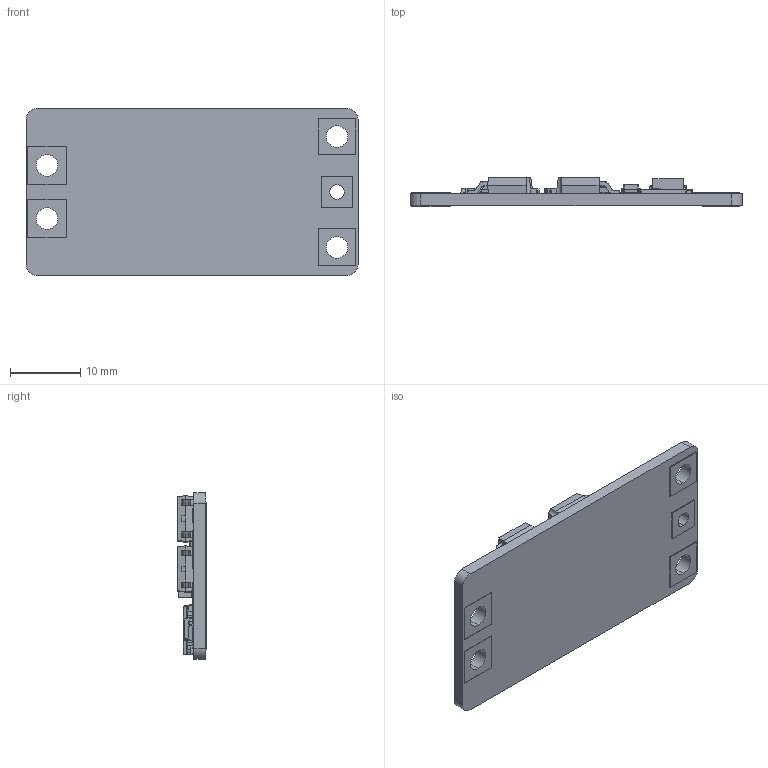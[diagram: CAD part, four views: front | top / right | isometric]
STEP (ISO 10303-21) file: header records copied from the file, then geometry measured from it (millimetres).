
FILE_DESCRIPTION (( 'STEP AP214' ), '1' );
FILE_NAME ('BMS_2S10A_V1.STEP', '2021-07-06T06:12:08', ( '砐錪賧瘔蠈錪 Windows' ), ( '' ), 'SwSTEP 2.0', 'SolidWorks 2019', '' );
FILE_SCHEMA (( 'AUTOMOTIVE_DESIGN' ));
Length unit declared in the file: millimetre
Products named in the file (10): DPAK _ TO-252_SM-FLAT-PATTERN; SMB; MicroSMP; SOT-23-6-1; C0603; R0603; R2512; SOT-23W_Valor predeterminado; BMS_2S10A_V1; BMS_2S10A
Assembly tree (30 placements, depth 2):
  BMS_2S10A_V1
    BMS_2S10A
    DPAK _ TO-252_SM-FLAT-PATTERN  x4
    SOT-23-6-1  x3
    SOT-23W_Valor predeterminado  x3
    MicroSMP
    C0603  x6
    R0603  x7
    SMB
    R2512  x4
Bounding box: 47.4 x 4.08 x 23.75 mm (x, y, z)
Volume: 2377.3 mm3; surface area: 3972.9 mm2
Topology: 97 solids, 97 shells, 2090 faces, 5288 edges, 3345 vertices
Faces by surface type: plane 1385, cylinder 400, bspline 185, sphere 96, cone 24
Entity records: 32468 total; most frequent: CARTESIAN_POINT 9151, ORIENTED_EDGE 3742, DIRECTION 3267, EDGE_CURVE 1871, LINE 1441, VECTOR 1441, VERTEX_POINT 1225, AXIS2_PLACEMENT_3D 913
